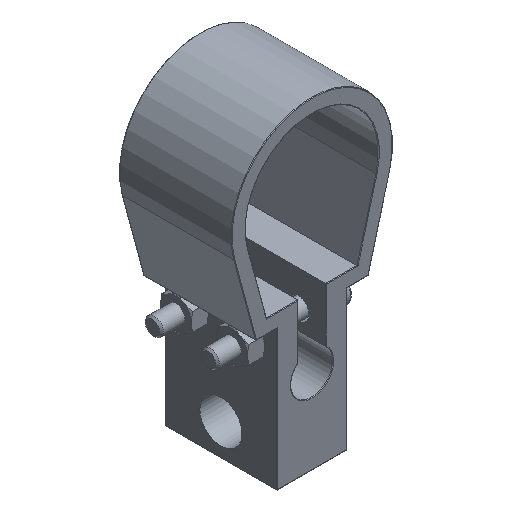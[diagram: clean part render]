
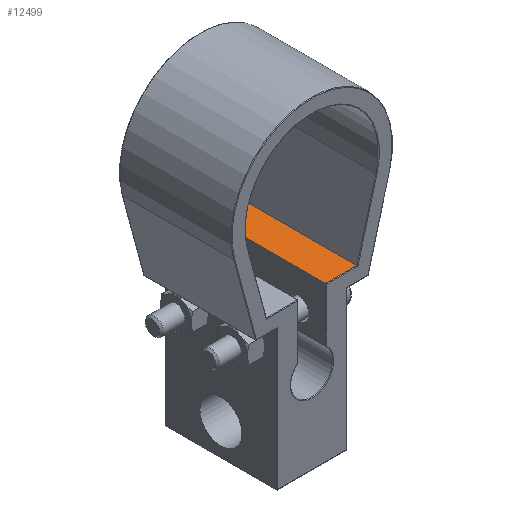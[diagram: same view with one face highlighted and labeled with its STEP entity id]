
A CAD part, isometric view. The second image highlights one B-rep face of the part: STEP entity #12499.
In plain terms, the highlighted planar face has unit normal (0, 0, 1).
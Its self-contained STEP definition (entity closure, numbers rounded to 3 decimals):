
#4665 = CYLINDRICAL_SURFACE('',#4666,0.127);
#4666 = AXIS2_PLACEMENT_3D('',#4667,#4668,#4669);
#4667 = CARTESIAN_POINT('',(-4.571,13.448,-1.715));
#4668 = DIRECTION('',(1.,0.,0.));
#4669 = DIRECTION('',(0.,0.707,0.707));
#5850 = CYLINDRICAL_SURFACE('',#5851,0.127);
#5851 = AXIS2_PLACEMENT_3D('',#5852,#5853,#5854);
#5852 = CARTESIAN_POINT('',(-4.571,-11.698,-1.715));
#5853 = DIRECTION('',(-1.,0.,0.));
#5854 = DIRECTION('',(0.,-0.707,0.707));
#8677 = VERTEX_POINT('',#8678);
#8678 = CARTESIAN_POINT('',(3.737,13.448,-1.588));
#8714 = PLANE('',#8715);
#8715 = AXIS2_PLACEMENT_3D('',#8716,#8717,#8718);
#8716 = CARTESIAN_POINT('',(3.737,13.575,
    -13.913));
#8717 = DIRECTION('',(1.,0.,0.));
#8718 = DIRECTION('',(0.,0.,1.));
#8797 = EDGE_CURVE('',#8677,#8798,#8800,.T.);
#8798 = VERTEX_POINT('',#8799);
#8799 = CARTESIAN_POINT('',(10.83,13.448,-1.588));
#8800 = SURFACE_CURVE('',#8801,(#8805,#8834),.PCURVE_S1.);
#8801 = LINE('',#8802,#8803);
#8802 = CARTESIAN_POINT('',(-4.571,13.448,-1.588));
#8803 = VECTOR('',#8804,1.);
#8804 = DIRECTION('',(1.,0.,0.));
#8805 = PCURVE('',#4665,#8806);
#8806 = DEFINITIONAL_REPRESENTATION('',(#8807),#8833);
#8807 = B_SPLINE_CURVE_WITH_KNOTS('',3,(#8808,#8809,#8810,#8811,#8812,
    #8813,#8814,#8815,#8816,#8817,#8818,#8819,#8820,#8821,#8822,#8823,
    #8824,#8825,#8826,#8827,#8828,#8829,#8830,#8831,#8832),
  .UNSPECIFIED.,.F.,.F.,(4,1,1,1,1,1,1,1,1,1,1,1,1,1,1,1,1,1,1,1,1,1,4),
  (8.309,8.631,8.954,9.276,
    9.599,9.921,10.243,10.566,
    10.888,11.211,11.533,11.855,
    12.178,12.5,12.823,13.145,
    13.467,13.79,14.112,14.435,
    14.757,15.079,15.402),
  .QUASI_UNIFORM_KNOTS.);
#8808 = CARTESIAN_POINT('',(0.785,8.309));
#8809 = CARTESIAN_POINT('',(0.785,8.416));
#8810 = CARTESIAN_POINT('',(0.785,8.631));
#8811 = CARTESIAN_POINT('',(0.785,8.954));
#8812 = CARTESIAN_POINT('',(0.785,9.276));
#8813 = CARTESIAN_POINT('',(0.785,9.599));
#8814 = CARTESIAN_POINT('',(0.785,9.921));
#8815 = CARTESIAN_POINT('',(0.785,10.243));
#8816 = CARTESIAN_POINT('',(0.785,10.566));
#8817 = CARTESIAN_POINT('',(0.785,10.888));
#8818 = CARTESIAN_POINT('',(0.785,11.211));
#8819 = CARTESIAN_POINT('',(0.785,11.533));
#8820 = CARTESIAN_POINT('',(0.785,11.855));
#8821 = CARTESIAN_POINT('',(0.785,12.178));
#8822 = CARTESIAN_POINT('',(0.785,12.5));
#8823 = CARTESIAN_POINT('',(0.785,12.823));
#8824 = CARTESIAN_POINT('',(0.785,13.145));
#8825 = CARTESIAN_POINT('',(0.785,13.467));
#8826 = CARTESIAN_POINT('',(0.785,13.79));
#8827 = CARTESIAN_POINT('',(0.785,14.112));
#8828 = CARTESIAN_POINT('',(0.785,14.435));
#8829 = CARTESIAN_POINT('',(0.785,14.757));
#8830 = CARTESIAN_POINT('',(0.785,15.079));
#8831 = CARTESIAN_POINT('',(0.785,15.294));
#8832 = CARTESIAN_POINT('',(0.785,15.402));
#8833 = ( GEOMETRIC_REPRESENTATION_CONTEXT(2) 
PARAMETRIC_REPRESENTATION_CONTEXT() REPRESENTATION_CONTEXT('2D SPACE',''
  ) );
#8834 = PCURVE('',#8835,#8840);
#8835 = PLANE('',#8836);
#8836 = AXIS2_PLACEMENT_3D('',#8837,#8838,#8839);
#8837 = CARTESIAN_POINT('',(-9.705,13.575,-1.588));
#8838 = DIRECTION('',(0.,0.,-1.));
#8839 = DIRECTION('',(1.,0.,0.));
#8840 = DEFINITIONAL_REPRESENTATION('',(#8841),#8845);
#8841 = LINE('',#8842,#8843);
#8842 = CARTESIAN_POINT('',(5.134,0.127));
#8843 = VECTOR('',#8844,1.);
#8844 = DIRECTION('',(1.,0.));
#8845 = ( GEOMETRIC_REPRESENTATION_CONTEXT(2) 
PARAMETRIC_REPRESENTATION_CONTEXT() REPRESENTATION_CONTEXT('2D SPACE',''
  ) );
#8954 = PLANE('',#8955);
#8955 = AXIS2_PLACEMENT_3D('',#8956,#8957,#8958);
#8956 = CARTESIAN_POINT('',(10.83,13.575,-1.588));
#8957 = DIRECTION('',(0.965,0.,-0.26));
#8958 = DIRECTION('',(0.26,0.,0.965));
#10204 = EDGE_CURVE('',#10205,#10207,#10209,.T.);
#10205 = VERTEX_POINT('',#10206);
#10206 = CARTESIAN_POINT('',(10.83,-11.698,-1.588));
#10207 = VERTEX_POINT('',#10208);
#10208 = CARTESIAN_POINT('',(3.737,-11.698,-1.588));
#10209 = SURFACE_CURVE('',#10210,(#10214,#10243),.PCURVE_S1.);
#10210 = LINE('',#10211,#10212);
#10211 = CARTESIAN_POINT('',(-4.571,-11.698,-1.588));
#10212 = VECTOR('',#10213,1.);
#10213 = DIRECTION('',(-1.,0.,0.));
#10214 = PCURVE('',#5850,#10215);
#10215 = DEFINITIONAL_REPRESENTATION('',(#10216),#10242);
#10216 = B_SPLINE_CURVE_WITH_KNOTS('',3,(#10217,#10218,#10219,#10220,
    #10221,#10222,#10223,#10224,#10225,#10226,#10227,#10228,#10229,
    #10230,#10231,#10232,#10233,#10234,#10235,#10236,#10237,#10238,
    #10239,#10240,#10241),.UNSPECIFIED.,.F.,.F.,(4,1,1,1,1,1,1,1,1,1,1,1
    ,1,1,1,1,1,1,1,1,1,1,4),(-15.402,-15.079,
    -14.757,-14.435,-14.112,-13.79,
    -13.467,-13.145,-12.823,-12.5,
    -12.178,-11.855,-11.533,-11.211,
    -10.888,-10.566,-10.243,-9.921,
    -9.599,-9.276,-8.954,-8.631,
    -8.309),.QUASI_UNIFORM_KNOTS.);
#10217 = CARTESIAN_POINT('',(0.785,-15.402));
#10218 = CARTESIAN_POINT('',(0.785,-15.294));
#10219 = CARTESIAN_POINT('',(0.785,-15.079));
#10220 = CARTESIAN_POINT('',(0.785,-14.757));
#10221 = CARTESIAN_POINT('',(0.785,-14.435));
#10222 = CARTESIAN_POINT('',(0.785,-14.112));
#10223 = CARTESIAN_POINT('',(0.785,-13.79));
#10224 = CARTESIAN_POINT('',(0.785,-13.467));
#10225 = CARTESIAN_POINT('',(0.785,-13.145));
#10226 = CARTESIAN_POINT('',(0.785,-12.823));
#10227 = CARTESIAN_POINT('',(0.785,-12.5));
#10228 = CARTESIAN_POINT('',(0.785,-12.178));
#10229 = CARTESIAN_POINT('',(0.785,-11.855));
#10230 = CARTESIAN_POINT('',(0.785,-11.533));
#10231 = CARTESIAN_POINT('',(0.785,-11.211));
#10232 = CARTESIAN_POINT('',(0.785,-10.888));
#10233 = CARTESIAN_POINT('',(0.785,-10.566));
#10234 = CARTESIAN_POINT('',(0.785,-10.243));
#10235 = CARTESIAN_POINT('',(0.785,-9.921));
#10236 = CARTESIAN_POINT('',(0.785,-9.599));
#10237 = CARTESIAN_POINT('',(0.785,-9.276));
#10238 = CARTESIAN_POINT('',(0.785,-8.954));
#10239 = CARTESIAN_POINT('',(0.785,-8.631));
#10240 = CARTESIAN_POINT('',(0.785,-8.416));
#10241 = CARTESIAN_POINT('',(0.785,-8.309));
#10242 = ( GEOMETRIC_REPRESENTATION_CONTEXT(2) 
PARAMETRIC_REPRESENTATION_CONTEXT() REPRESENTATION_CONTEXT('2D SPACE',''
  ) );
#10243 = PCURVE('',#8835,#10244);
#10244 = DEFINITIONAL_REPRESENTATION('',(#10245),#10249);
#10245 = LINE('',#10246,#10247);
#10246 = CARTESIAN_POINT('',(5.134,25.273));
#10247 = VECTOR('',#10248,1.);
#10248 = DIRECTION('',(-1.,0.));
#10249 = ( GEOMETRIC_REPRESENTATION_CONTEXT(2) 
PARAMETRIC_REPRESENTATION_CONTEXT() REPRESENTATION_CONTEXT('2D SPACE',''
  ) );
#12477 = EDGE_CURVE('',#8677,#10207,#12478,.T.);
#12478 = SURFACE_CURVE('',#12479,(#12483,#12490),.PCURVE_S1.);
#12479 = LINE('',#12480,#12481);
#12480 = CARTESIAN_POINT('',(3.737,13.575,-1.588));
#12481 = VECTOR('',#12482,1.);
#12482 = DIRECTION('',(0.,-1.,0.));
#12483 = PCURVE('',#8714,#12484);
#12484 = DEFINITIONAL_REPRESENTATION('',(#12485),#12489);
#12485 = LINE('',#12486,#12487);
#12486 = CARTESIAN_POINT('',(12.325,0.));
#12487 = VECTOR('',#12488,1.);
#12488 = DIRECTION('',(0.,1.));
#12489 = ( GEOMETRIC_REPRESENTATION_CONTEXT(2) 
PARAMETRIC_REPRESENTATION_CONTEXT() REPRESENTATION_CONTEXT('2D SPACE',''
  ) );
#12490 = PCURVE('',#8835,#12491);
#12491 = DEFINITIONAL_REPRESENTATION('',(#12492),#12496);
#12492 = LINE('',#12493,#12494);
#12493 = CARTESIAN_POINT('',(13.443,0.));
#12494 = VECTOR('',#12495,1.);
#12495 = DIRECTION('',(0.,1.));
#12496 = ( GEOMETRIC_REPRESENTATION_CONTEXT(2) 
PARAMETRIC_REPRESENTATION_CONTEXT() REPRESENTATION_CONTEXT('2D SPACE',''
  ) );
#12499 = ADVANCED_FACE('',(#12500),#8835,.F.);
#12500 = FACE_BOUND('',#12501,.T.);
#12501 = EDGE_LOOP('',(#12502,#12503,#12524,#12525));
#12502 = ORIENTED_EDGE('',*,*,#10204,.F.);
#12503 = ORIENTED_EDGE('',*,*,#12504,.F.);
#12504 = EDGE_CURVE('',#8798,#10205,#12505,.T.);
#12505 = SURFACE_CURVE('',#12506,(#12510,#12517),.PCURVE_S1.);
#12506 = LINE('',#12507,#12508);
#12507 = CARTESIAN_POINT('',(10.83,13.575,-1.588));
#12508 = VECTOR('',#12509,1.);
#12509 = DIRECTION('',(0.,-1.,0.));
#12510 = PCURVE('',#8835,#12511);
#12511 = DEFINITIONAL_REPRESENTATION('',(#12512),#12516);
#12512 = LINE('',#12513,#12514);
#12513 = CARTESIAN_POINT('',(20.536,0.));
#12514 = VECTOR('',#12515,1.);
#12515 = DIRECTION('',(0.,1.));
#12516 = ( GEOMETRIC_REPRESENTATION_CONTEXT(2) 
PARAMETRIC_REPRESENTATION_CONTEXT() REPRESENTATION_CONTEXT('2D SPACE',''
  ) );
#12517 = PCURVE('',#8954,#12518);
#12518 = DEFINITIONAL_REPRESENTATION('',(#12519),#12523);
#12519 = LINE('',#12520,#12521);
#12520 = CARTESIAN_POINT('',(0.,0.));
#12521 = VECTOR('',#12522,1.);
#12522 = DIRECTION('',(0.,1.));
#12523 = ( GEOMETRIC_REPRESENTATION_CONTEXT(2) 
PARAMETRIC_REPRESENTATION_CONTEXT() REPRESENTATION_CONTEXT('2D SPACE',''
  ) );
#12524 = ORIENTED_EDGE('',*,*,#8797,.F.);
#12525 = ORIENTED_EDGE('',*,*,#12477,.T.);
